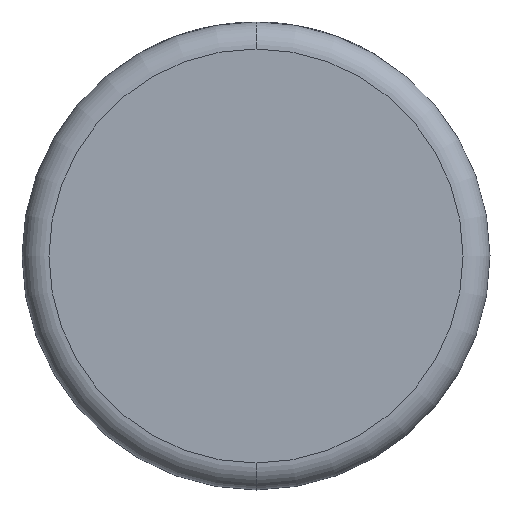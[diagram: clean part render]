
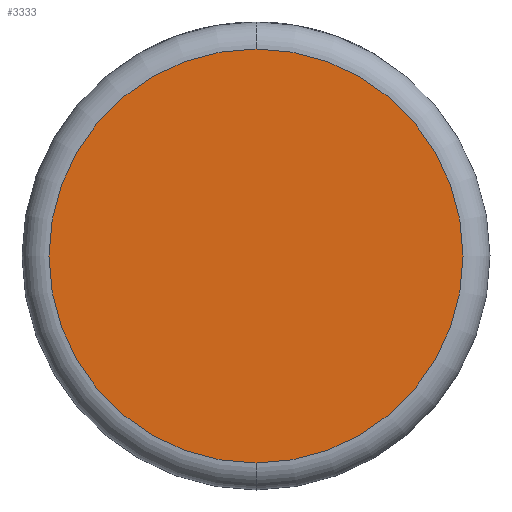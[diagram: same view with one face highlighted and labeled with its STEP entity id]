
A CAD part, front view. The second image highlights one B-rep face of the part: STEP entity #3333.
In plain terms, the highlighted planar face has unit normal (0, -1, 0).
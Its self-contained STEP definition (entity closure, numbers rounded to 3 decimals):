
#62 = DIRECTION ( 'NONE',  ( 0., -1., 0. ) ) ;
#233 = FACE_OUTER_BOUND ( 'NONE', #3851, .T. ) ;
#707 = ORIENTED_EDGE ( 'NONE', *, *, #808, .T. ) ;
#724 = AXIS2_PLACEMENT_3D ( 'NONE', #3062, #1234, #3092 ) ;
#808 = EDGE_CURVE ( 'NONE', #2935, #2074, #1991, .T. ) ;
#952 = AXIS2_PLACEMENT_3D ( 'NONE', #4011, #4337, #2113 ) ;
#1234 = DIRECTION ( 'NONE',  ( 0., 1., 0. ) ) ;
#1261 = CARTESIAN_POINT ( 'NONE',  ( 0., 0., 15.926 ) ) ;
#1266 = CARTESIAN_POINT ( 'NONE',  ( 0., 0., -15.926 ) ) ;
#1980 = PLANE ( 'NONE',  #724 ) ;
#1991 = CIRCLE ( 'NONE', #2360, 15.926 ) ;
#2074 = VERTEX_POINT ( 'NONE', #1261 ) ;
#2113 = DIRECTION ( 'NONE',  ( 0., 0., 1. ) ) ;
#2360 = AXIS2_PLACEMENT_3D ( 'NONE', #4179, #62, #4568 ) ;
#2762 = CIRCLE ( 'NONE', #952, 15.926 ) ;
#2935 = VERTEX_POINT ( 'NONE', #1266 ) ;
#3062 = CARTESIAN_POINT ( 'NONE',  ( 0., 0., 0. ) ) ;
#3092 = DIRECTION ( 'NONE',  ( 0., 0., 1. ) ) ;
#3117 = ORIENTED_EDGE ( 'NONE', *, *, #3967, .T. ) ;
#3333 = ADVANCED_FACE ( 'NONE', ( #233 ), #1980, .F. ) ;
#3851 = EDGE_LOOP ( 'NONE', ( #3117, #707 ) ) ;
#3967 = EDGE_CURVE ( 'NONE', #2074, #2935, #2762, .T. ) ;
#4011 = CARTESIAN_POINT ( 'NONE',  ( 0., 0., 0. ) ) ;
#4179 = CARTESIAN_POINT ( 'NONE',  ( 0., 0., 0. ) ) ;
#4337 = DIRECTION ( 'NONE',  ( 0., -1., 0. ) ) ;
#4568 = DIRECTION ( 'NONE',  ( 0., 0., 1. ) ) ;
